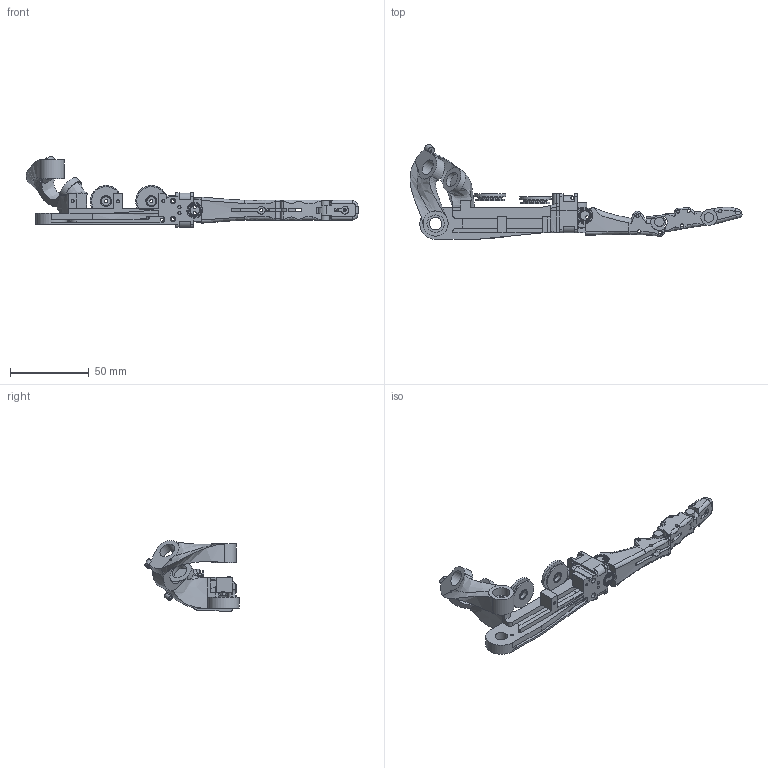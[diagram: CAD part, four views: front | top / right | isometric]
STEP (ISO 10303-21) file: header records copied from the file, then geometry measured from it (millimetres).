
FILE_DESCRIPTION(/* description */ (''),/* implementation_level */ '2;1');
FILE_NAME(/* name */ 'Middle-Finger-Assembly v10.step',/* time_stamp */ '2024-09-02T12:09:01-07:00',/* author */ (''),/* organization */ (''),/* preprocessor_version */ 'ST-DEVELOPER v20',/* originating_system */ 'Autodesk Translation Framework v13.14.0.145',/* authorisation */ '');
FILE_SCHEMA (('AUTOMOTIVE_DESIGN { 1 0 10303 214 3 1 1 }'));
Length unit declared in the file: millimetre
Products named in the file (16): Middle-Finger-Assembly; Test_2mm_01 <2>; Test_2mm_01 <3>; MLP_BEARING_15; Test_2mm_01 <1>; Part 125; Test_2mm_01; PLP_BEARING_15; Knuckle_BEARING_15; Tip_BEARING_15; Palm_BEARING_15 (1) <1>; Palm_BEARING_15; Part 139; ES3302_Servo_Horn_Round_01 (1); 6x10x3; Tendon_Spool_01
Assembly tree (23 placements, depth 3):
  Middle-Finger-Assembly
    Test_2mm_01 <2>
      Test_2mm_01
      Part 125
    ES3302_Servo_Horn_Round_01 (1)  x2
    Test_2mm_01 <3>
      Part 125
      Test_2mm_01
    MLP_BEARING_15
    Test_2mm_01 <1>
      Part 125
      Test_2mm_01
    PLP_BEARING_15
    6x10x3  x3
    Tendon_Spool_01  x2
    Knuckle_BEARING_15
    Tip_BEARING_15
    Palm_BEARING_15 (1) <1>
      Palm_BEARING_15
      Part 139
Bounding box: 211.03 x 60.17 x 45.12 mm (x, y, z)
Volume: 45040.4 mm3; surface area: 31166.9 mm2
Topology: 19 solids, 19 shells, 650 faces, 1744 edges, 1135 vertices
Faces by surface type: plane 308, cylinder 238, bspline 80, cone 15, torus 9
Full cylindrical faces by diameter (mm): 1.25 x2, 1.5 x2, 1.8 x3, 1.95 x2, 1.972 x1, 2 x41, 2.1 x3, 3 x1, 3.2 x1, 3.4 x5, 4 x3, 4.5 x2, 5.6 x4, 6 x11, 6.8 x8, 6.883 x6, 7 x2, 8 x2, 9.2 x6, 10 x5, 11 x1, 14.5 x2, 15.5 x2, 16 x3, 18 x1, 18.5 x2, 20 x3
Entity records: 25165 total; most frequent: CARTESIAN_POINT 9843, ORIENTED_EDGE 3264, DIRECTION 2936, EDGE_CURVE 1632, AXIS2_PLACEMENT_3D 1066, VERTEX_POINT 1061, LINE 804, VECTOR 804
